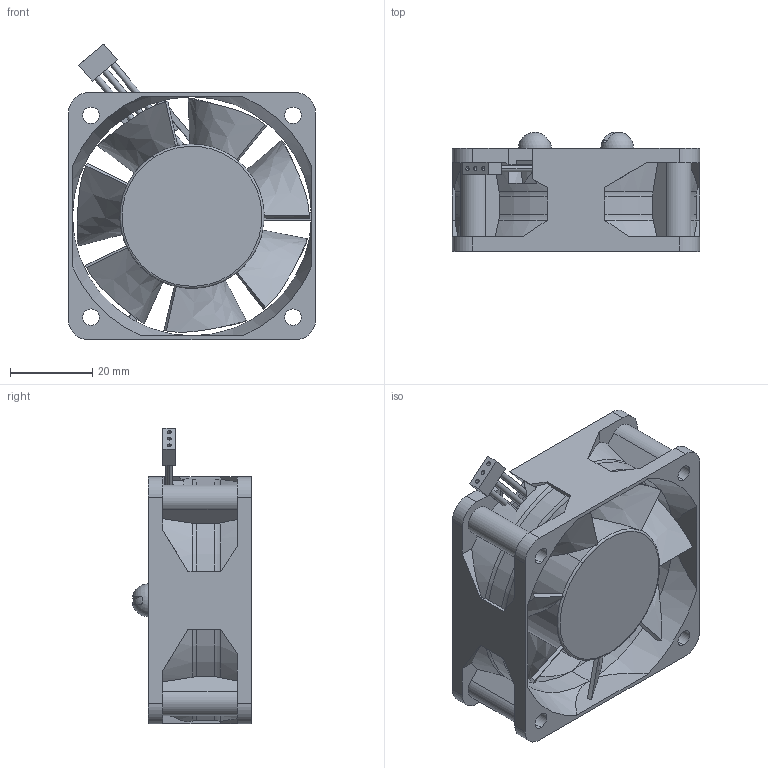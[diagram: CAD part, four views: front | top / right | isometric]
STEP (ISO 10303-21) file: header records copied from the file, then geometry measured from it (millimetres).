
FILE_DESCRIPTION (( 'STEP AP214' ), '1' );
FILE_NAME ('Panel Fan.STEP', '2017-10-24T17:53:17', ( '' ), ( '' ), 'SwSTEP 2.0', 'SolidWorks 2017', '' );
FILE_SCHEMA (( 'AUTOMOTIVE_DESIGN' ));
Length unit declared in the file: millimetre
Products named in the file (5): Screw M4; Propeller; Motor; Housing; Panel Fan
Assembly tree (5 placements, depth 2):
  Panel Fan
    Housing
    Motor
    Propeller
    Screw M4  x2
Bounding box: 60 x 28.87 x 71.78 mm (x, y, z)
Volume: 35861.9 mm3; surface area: 29935.2 mm2
Topology: 13 solids, 13 shells, 269 faces, 690 edges, 451 vertices
Faces by surface type: plane 105, cylinder 74, bspline 42, cone 24, torus 22, sphere 2
Entity records: 10109 total; most frequent: CARTESIAN_POINT 3806, ORIENTED_EDGE 1324, DIRECTION 1112, EDGE_CURVE 662, VERTEX_POINT 433, AXIS2_PLACEMENT_3D 419, EDGE_LOOP 289, VECTOR 274
